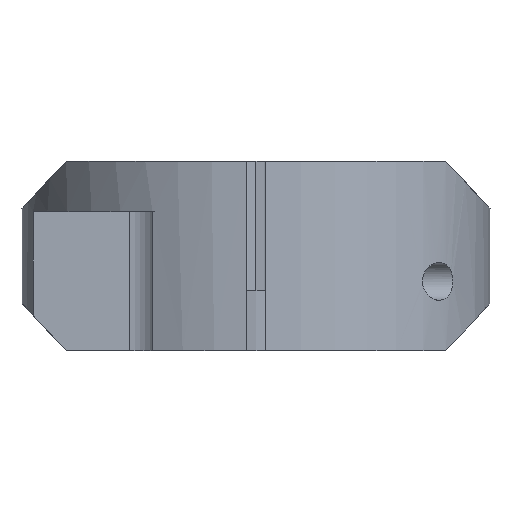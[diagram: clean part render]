
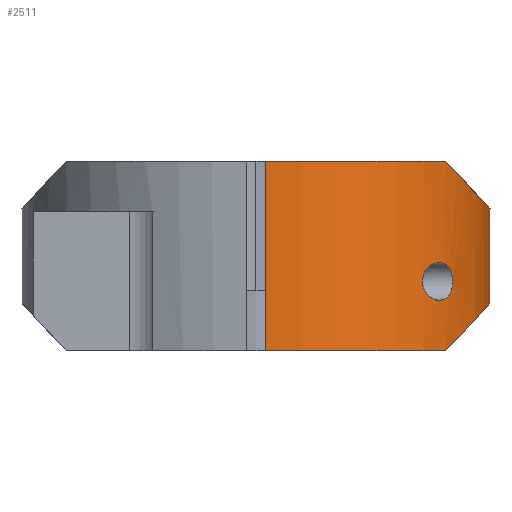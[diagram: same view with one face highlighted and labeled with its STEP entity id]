
A CAD part, left-side view. The second image highlights one B-rep face of the part: STEP entity #2511.
In plain terms, the highlighted cylindrical face has radius 7.4 mm (diameter 14.8 mm), a partial arc.
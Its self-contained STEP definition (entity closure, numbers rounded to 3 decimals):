
#42 = CARTESIAN_POINT ( 'NONE',  ( -4.531, -5.852, -4.4 ) ) ;
#109 = CARTESIAN_POINT ( 'NONE',  ( -4.462, -5.904, -4.388 ) ) ;
#157 = DIRECTION ( 'NONE',  ( 1., 0., 0. ) ) ;
#206 = CARTESIAN_POINT ( 'NONE',  ( -4.331, -6., 0. ) ) ;
#294 = AXIS2_PLACEMENT_3D ( 'NONE', #5952, #4868, #629 ) ;
#322 = CARTESIAN_POINT ( 'NONE',  ( -5.105, -5.358, -4.135 ) ) ;
#350 = CARTESIAN_POINT ( 'NONE',  ( -5.178, -5.287, -3.983 ) ) ;
#424 = CARTESIAN_POINT ( 'NONE',  ( 2.25, -7.05, -6. ) ) ;
#463 = CARTESIAN_POINT ( 'NONE',  ( 4.331, -6., 0. ) ) ;
#472 = AXIS2_PLACEMENT_3D ( 'NONE', #3869, #5789, #5760 ) ;
#493 = CARTESIAN_POINT ( 'NONE',  ( 2.25, -7.05, -1.6 ) ) ;
#518 = CARTESIAN_POINT ( 'NONE',  ( -4.021, -6.213, -3.977 ) ) ;
#629 = DIRECTION ( 'NONE',  ( 1., 0., 0. ) ) ;
#646 = CIRCLE ( 'NONE', #2317, 7.4 ) ;
#669 = EDGE_CURVE ( 'NONE', #3293, #6089, #5706, .T. ) ;
#719 = EDGE_CURVE ( 'NONE', #3912, #5040, #3797, .T. ) ;
#723 = CARTESIAN_POINT ( 'NONE',  ( -4.6, -5.797, -4.4 ) ) ;
#781 = CARTESIAN_POINT ( 'NONE',  ( -5.2, -5.265, -3.707 ) ) ;
#798 = CARTESIAN_POINT ( 'NONE',  ( 4.331, -6., -4.1 ) ) ;
#849 = DIRECTION ( 'NONE',  ( 0., 0., 1. ) ) ;
#933 = EDGE_CURVE ( 'NONE', #1687, #977, #646, .T. ) ;
#964 = CARTESIAN_POINT ( 'NONE',  ( 4.331, -6., -1.6 ) ) ;
#976 =( BOUNDED_CURVE ( )  B_SPLINE_CURVE ( 3, ( #5397, #4048, #3476, #2205 ),
 .UNSPECIFIED., .F., .T. ) 
 B_SPLINE_CURVE_WITH_KNOTS ( ( 4, 4 ),
 ( 5.658, 6.592 ),
 .UNSPECIFIED. ) 
 CURVE ( )  GEOMETRIC_REPRESENTATION_ITEM ( )  RATIONAL_B_SPLINE_CURVE ( ( 1., 0.929, 0.929, 1. ) ) 
 REPRESENTATION_ITEM ( '' )  );
#977 = VERTEX_POINT ( 'NONE', #3178 ) ;
#979 = CARTESIAN_POINT ( 'NONE',  ( -4.461, -5.907, -3.2 ) ) ;
#1107 = VECTOR ( 'NONE', #3104, 1000. ) ;
#1110 = CARTESIAN_POINT ( 'NONE',  ( 0., 0., -1.6 ) ) ;
#1124 = CARTESIAN_POINT ( 'NONE',  ( -7.394, -0.3, -6. ) ) ;
#1154 = EDGE_LOOP ( 'NONE', ( #3955, #3018, #5340, #3510, #1279, #2696, #4789, #3391 ) ) ;
#1196 = CARTESIAN_POINT ( 'NONE',  ( 0., 0., -6. ) ) ;
#1211 = LINE ( 'NONE', #1124, #1107 ) ;
#1221 = CARTESIAN_POINT ( 'NONE',  ( -4.745, -5.682, -3.2 ) ) ;
#1233 = VERTEX_POINT ( 'NONE', #206 ) ;
#1279 = ORIENTED_EDGE ( 'NONE', *, *, #4206, .T. ) ;
#1363 = CARTESIAN_POINT ( 'NONE',  ( 1.652, -7.934, -2.072 ) ) ;
#1443 = CARTESIAN_POINT ( 'NONE',  ( -4., -6.226, -3.89 ) ) ;
#1594 = CIRCLE ( 'NONE', #4448, 7.4 ) ;
#1644 = FACE_OUTER_BOUND ( 'NONE', #1154, .T. ) ;
#1687 = VERTEX_POINT ( 'NONE', #4409 ) ;
#1742 = ORIENTED_EDGE ( 'NONE', *, *, #669, .F. ) ;
#1769 = CARTESIAN_POINT ( 'NONE',  ( -4.877, -5.566, -4.337 ) ) ;
#1771 = EDGE_CURVE ( 'NONE', #5863, #1233, #6011, .T. ) ;
#1836 = CARTESIAN_POINT ( 'NONE',  ( -4.092, -6.166, -4.131 ) ) ;
#1918 = CARTESIAN_POINT ( 'NONE',  ( -4.326, -6.004, -4.339 ) ) ;
#1925 = EDGE_CURVE ( 'NONE', #2546, #1233, #3310, .T. ) ;
#1960 = B_SPLINE_CURVE_WITH_KNOTS ( 'NONE', 3,
 ( #5571, #1221, #2732, #4545, #3682, #3136, #781, #5955, #350, #322, #3226, #2268, #1769, #4109, #5923, #723 ),
 .UNSPECIFIED., .F., .F.,
 ( 4, 2, 2, 2, 2, 2, 2, 4 ),
 ( 0., 0.001, 0.001, 0.001, 0.001, 0.002, 0.002, 0.002 ),
 .UNSPECIFIED. ) ;
#1986 = CARTESIAN_POINT ( 'NONE',  ( -4.261, -6.051, -4.301 ) ) ;
#2053 = CYLINDRICAL_SURFACE ( 'NONE', #294, 7.4 ) ;
#2058 = CARTESIAN_POINT ( 'NONE',  ( -4.6, -5.797, -3.2 ) ) ;
#2205 = CARTESIAN_POINT ( 'NONE',  ( 2.25, -7.05, -4.875 ) ) ;
#2268 = CARTESIAN_POINT ( 'NONE',  ( -4.941, -5.509, -4.299 ) ) ;
#2317 = AXIS2_PLACEMENT_3D ( 'NONE', #1196, #5962, #5025 ) ;
#2395 = VERTEX_POINT ( 'NONE', #964 ) ;
#2446 = CARTESIAN_POINT ( 'NONE',  ( -4.6, -5.797, -4.4 ) ) ;
#2484 = VECTOR ( 'NONE', #849, 1000. ) ;
#2511 = ADVANCED_FACE ( 'NONE', ( #2522, #1644 ), #2053, .T. ) ;
#2522 = FACE_BOUND ( 'NONE', #2675, .T. ) ;
#2546 = VERTEX_POINT ( 'NONE', #4984 ) ;
#2652 = CARTESIAN_POINT ( 'NONE',  ( -7.394, -0.3, 0. ) ) ;
#2675 = EDGE_LOOP ( 'NONE', ( #3571, #1742 ) ) ;
#2696 = ORIENTED_EDGE ( 'NONE', *, *, #1925, .T. ) ;
#2732 = CARTESIAN_POINT ( 'NONE',  ( -4.883, -5.562, -3.25 ) ) ;
#3018 = ORIENTED_EDGE ( 'NONE', *, *, #3685, .T. ) ;
#3104 = DIRECTION ( 'NONE',  ( 0., 0., 1. ) ) ;
#3136 = CARTESIAN_POINT ( 'NONE',  ( -5.178, -5.287, -3.616 ) ) ;
#3178 = CARTESIAN_POINT ( 'NONE',  ( -4.331, -6., -6. ) ) ;
#3210 = DIRECTION ( 'NONE',  ( 0., 0., -1. ) ) ;
#3212 = EDGE_CURVE ( 'NONE', #2395, #3912, #1594, .T. ) ;
#3226 = CARTESIAN_POINT ( 'NONE',  ( -5.054, -5.406, -4.199 ) ) ;
#3293 = VERTEX_POINT ( 'NONE', #4483 ) ;
#3310 =( BOUNDED_CURVE ( )  B_SPLINE_CURVE ( 3, ( #463, #1363, #4663, #4198 ),
 .UNSPECIFIED., .F., .T. ) 
 B_SPLINE_CURVE_WITH_KNOTS ( ( 4, 4 ),
 ( 2.516, 3.767 ),
 .UNSPECIFIED. ) 
 CURVE ( )  GEOMETRIC_REPRESENTATION_ITEM ( )  RATIONAL_B_SPLINE_CURVE ( ( 1., 0.874, 0.874, 1. ) ) 
 REPRESENTATION_ITEM ( '' )  );
#3333 = CARTESIAN_POINT ( 'NONE',  ( -4.317, -6.012, -3.248 ) ) ;
#3391 = ORIENTED_EDGE ( 'NONE', *, *, #3700, .F. ) ;
#3476 = CARTESIAN_POINT ( 'NONE',  ( -0.029, -7.777, -4.096 ) ) ;
#3510 = ORIENTED_EDGE ( 'NONE', *, *, #3212, .F. ) ;
#3571 = ORIENTED_EDGE ( 'NONE', *, *, #4985, .F. ) ;
#3682 = CARTESIAN_POINT ( 'NONE',  ( -5.103, -5.359, -3.462 ) ) ;
#3685 = EDGE_CURVE ( 'NONE', #977, #5040, #976, .T. ) ;
#3700 = EDGE_CURVE ( 'NONE', #1687, #5863, #1211, .T. ) ;
#3784 = VECTOR ( 'NONE', #3210, 1000. ) ;
#3797 = LINE ( 'NONE', #424, #3784 ) ;
#3869 = CARTESIAN_POINT ( 'NONE',  ( 0., 0., 0. ) ) ;
#3876 = CARTESIAN_POINT ( 'NONE',  ( -4.143, -6.132, -4.197 ) ) ;
#3912 = VERTEX_POINT ( 'NONE', #493 ) ;
#3955 = ORIENTED_EDGE ( 'NONE', *, *, #933, .T. ) ;
#4048 = CARTESIAN_POINT ( 'NONE',  ( -2.392, -7.4, -4.5 ) ) ;
#4109 = CARTESIAN_POINT ( 'NONE',  ( -4.744, -5.68, -4.387 ) ) ;
#4183 = CARTESIAN_POINT ( 'NONE',  ( -4.091, -6.166, -3.471 ) ) ;
#4198 = CARTESIAN_POINT ( 'NONE',  ( -4.331, -6., 0. ) ) ;
#4206 = EDGE_CURVE ( 'NONE', #2395, #2546, #5032, .T. ) ;
#4409 = CARTESIAN_POINT ( 'NONE',  ( -7.394, -0.3, -6. ) ) ;
#4448 = AXIS2_PLACEMENT_3D ( 'NONE', #1110, #5013, #157 ) ;
#4483 = CARTESIAN_POINT ( 'NONE',  ( -4.6, -5.797, -4.4 ) ) ;
#4545 = CARTESIAN_POINT ( 'NONE',  ( -5.053, -5.407, -3.399 ) ) ;
#4572 = CARTESIAN_POINT ( 'NONE',  ( 2.25, -7.05, -4.875 ) ) ;
#4663 = CARTESIAN_POINT ( 'NONE',  ( -1.652, -7.934, -2.072 ) ) ;
#4677 = CARTESIAN_POINT ( 'NONE',  ( -4., -6.226, -3.714 ) ) ;
#4789 = ORIENTED_EDGE ( 'NONE', *, *, #1771, .F. ) ;
#4868 = DIRECTION ( 'NONE',  ( 0., 0., 1. ) ) ;
#4984 = CARTESIAN_POINT ( 'NONE',  ( 4.331, -6., 0. ) ) ;
#4985 = EDGE_CURVE ( 'NONE', #6089, #3293, #1960, .T. ) ;
#5013 = DIRECTION ( 'NONE',  ( 0., 0., -1. ) ) ;
#5025 = DIRECTION ( 'NONE',  ( 1., 0., 0. ) ) ;
#5032 = LINE ( 'NONE', #798, #2484 ) ;
#5040 = VERTEX_POINT ( 'NONE', #4572 ) ;
#5222 = CARTESIAN_POINT ( 'NONE',  ( -4.019, -6.213, -3.627 ) ) ;
#5340 = ORIENTED_EDGE ( 'NONE', *, *, #719, .F. ) ;
#5397 = CARTESIAN_POINT ( 'NONE',  ( -4.331, -6., -6. ) ) ;
#5571 = CARTESIAN_POINT ( 'NONE',  ( -4.6, -5.797, -3.2 ) ) ;
#5684 = CARTESIAN_POINT ( 'NONE',  ( -4.142, -6.133, -3.405 ) ) ;
#5706 = B_SPLINE_CURVE_WITH_KNOTS ( 'NONE', 3,
 ( #2446, #42, #109, #1918, #1986, #3876, #1836, #518, #1443, #4677, #5222, #4183, #5684, #3333, #979, #6085 ),
 .UNSPECIFIED., .F., .F.,
 ( 4, 2, 2, 2, 2, 2, 2, 4 ),
 ( 0., 0., 0.001, 0.001, 0.001, 0.001, 0.002, 0.002 ),
 .UNSPECIFIED. ) ;
#5760 = DIRECTION ( 'NONE',  ( 1., 0., 0. ) ) ;
#5789 = DIRECTION ( 'NONE',  ( 0., 0., 1. ) ) ;
#5863 = VERTEX_POINT ( 'NONE', #2652 ) ;
#5923 = CARTESIAN_POINT ( 'NONE',  ( -4.672, -5.739, -4.4 ) ) ;
#5952 = CARTESIAN_POINT ( 'NONE',  ( 0., 0., -6. ) ) ;
#5955 = CARTESIAN_POINT ( 'NONE',  ( -5.2, -5.265, -3.89 ) ) ;
#5962 = DIRECTION ( 'NONE',  ( 0., 0., 1. ) ) ;
#6011 = CIRCLE ( 'NONE', #472, 7.4 ) ;
#6085 = CARTESIAN_POINT ( 'NONE',  ( -4.6, -5.797, -3.2 ) ) ;
#6089 = VERTEX_POINT ( 'NONE', #2058 ) ;
